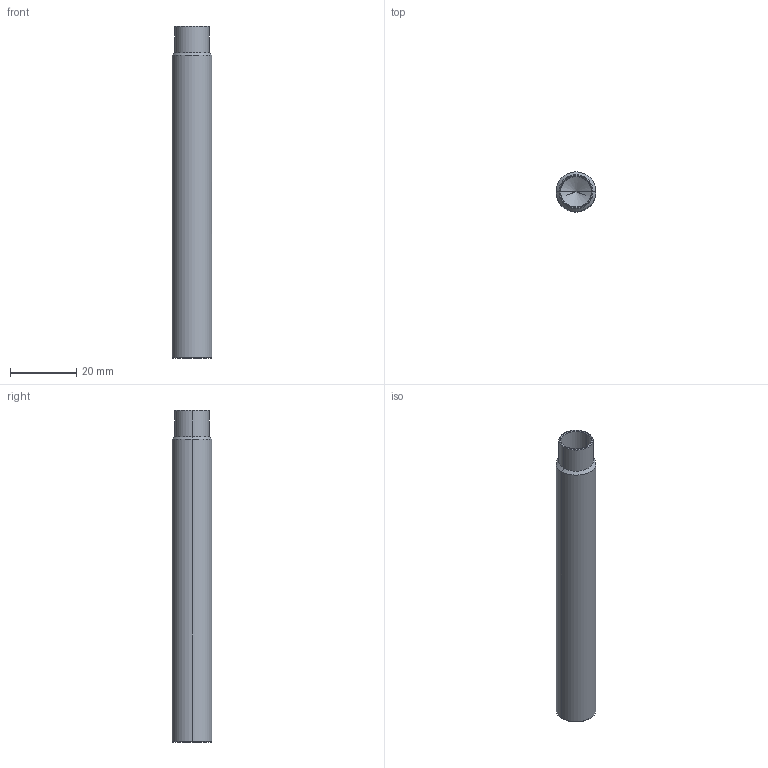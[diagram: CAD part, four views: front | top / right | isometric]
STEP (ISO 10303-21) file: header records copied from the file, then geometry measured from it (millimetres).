
FILE_DESCRIPTION (( 'STEP AP214' ), '1' );
FILE_NAME ('MOD-FDWZ-860C009.STEP', '2021-04-13T12:57:44', ( '' ), ( '' ), 'SwSTEP 2.0', 'SolidWorks 2020', '' );
FILE_SCHEMA (( 'AUTOMOTIVE_DESIGN' ));
Length unit declared in the file: millimetre
Products named in the file (1): MOD-FDWZ-860C009
Bounding box: 12 x 12 x 100 mm (x, y, z)
Volume: 9665.5 mm3; surface area: 4513.1 mm2
Topology: 1 solids, 1 shells, 237 faces, 681 edges, 449 vertices
Faces by surface type: bspline 112, plane 61, cylinder 54, cone 10
Entity records: 17444 total; most frequent: CARTESIAN_POINT 12295, ORIENTED_EDGE 1358, EDGE_CURVE 679, DIRECTION 600, VERTEX_POINT 449, B_SPLINE_CURVE_WITH_KNOTS 417, EDGE_LOOP 242, ADVANCED_FACE 237
